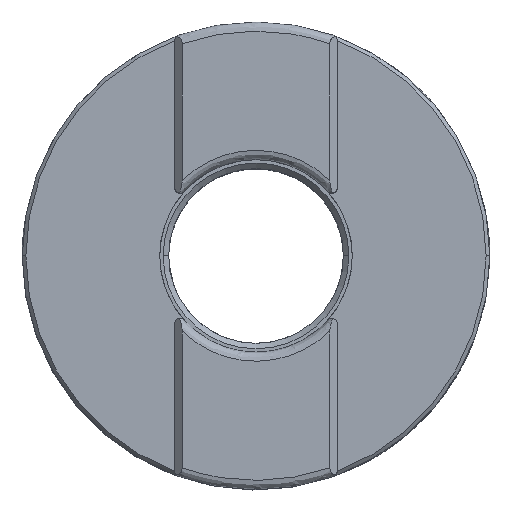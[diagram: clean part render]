
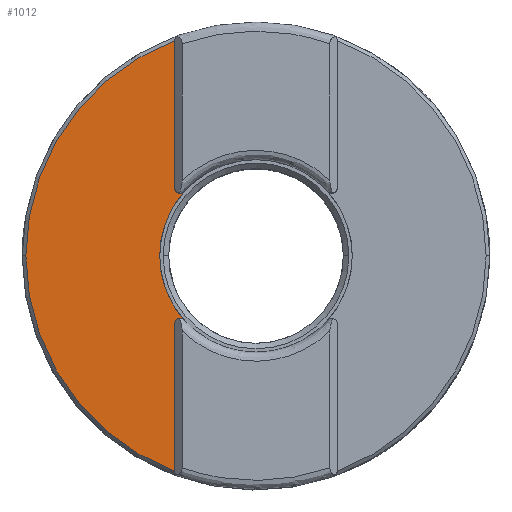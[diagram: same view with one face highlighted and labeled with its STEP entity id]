
A CAD part, top view. The second image highlights one B-rep face of the part: STEP entity #1012.
In plain terms, the highlighted planar face has unit normal (0, 0, 1).
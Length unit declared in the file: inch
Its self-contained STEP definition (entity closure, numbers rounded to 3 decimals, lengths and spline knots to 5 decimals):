
#102 = DIRECTION ( 'NONE',  ( 0., 0., 1. ) ) ;
#117 = CARTESIAN_POINT ( 'NONE',  ( -0.15381, -0.13807, 0.40157 ) ) ;
#188 = VERTEX_POINT ( 'NONE', #966 ) ;
#214 = EDGE_CURVE ( 'NONE', #850, #1996, #2985, .T. ) ;
#218 = CARTESIAN_POINT ( 'NONE',  ( -0.1626, -0.14596, 0.40157 ) ) ;
#253 = DIRECTION ( 'NONE',  ( 1., 0., 0. ) ) ;
#278 = DIRECTION ( 'NONE',  ( -1., 0., 0. ) ) ;
#334 = DIRECTION ( 'NONE',  ( 0., 0., -1. ) ) ;
#351 = ORIENTED_EDGE ( 'NONE', *, *, #1610, .T. ) ;
#403 = CARTESIAN_POINT ( 'NONE',  ( -0.1626, 0.14596, 0.40157 ) ) ;
#421 = DIRECTION ( 'NONE',  ( 1., 0., 0. ) ) ;
#449 = VERTEX_POINT ( 'NONE', #2496 ) ;
#494 = LINE ( 'NONE', #2328, #3038 ) ;
#521 = DIRECTION ( 'NONE',  ( 0., 0., 1. ) ) ;
#547 = CARTESIAN_POINT ( 'NONE',  ( 0., 0., 0.40157 ) ) ;
#583 = CIRCLE ( 'NONE', #2129, 0.49409 ) ;
#609 = DIRECTION ( 'NONE',  ( 1., 0., 0. ) ) ;
#644 = DIRECTION ( 'NONE',  ( 0., 0., -1. ) ) ;
#676 = ORIENTED_EDGE ( 'NONE', *, *, #2459, .F. ) ;
#694 = CARTESIAN_POINT ( 'NONE',  ( 0., 0., 0.40157 ) ) ;
#743 = CARTESIAN_POINT ( 'NONE',  ( -0.49409, 0., 0.40157 ) ) ;
#744 = DIRECTION ( 'NONE',  ( 0., 1., 0. ) ) ;
#755 = VERTEX_POINT ( 'NONE', #743 ) ;
#756 = AXIS2_PLACEMENT_3D ( 'NONE', #694, #1570, #1857 ) ;
#782 = ORIENTED_EDGE ( 'NONE', *, *, #2294, .F. ) ;
#786 = CARTESIAN_POINT ( 'NONE',  ( -0.17441, -0.46229, 0.40157 ) ) ;
#850 = VERTEX_POINT ( 'NONE', #2200 ) ;
#883 = CARTESIAN_POINT ( 'NONE',  ( -0.17441, 0., 0.40157 ) ) ;
#915 = PLANE ( 'NONE',  #3208 ) ;
#925 = CIRCLE ( 'NONE', #756, 0.49409 ) ;
#966 = CARTESIAN_POINT ( 'NONE',  ( -0.17441, 0.46229, 0.40157 ) ) ;
#1012 = ADVANCED_FACE ( 'NONE', ( #3371 ), #915, .T. ) ;
#1113 = ORIENTED_EDGE ( 'NONE', *, *, #214, .T. ) ;
#1131 = CARTESIAN_POINT ( 'NONE',  ( -0.17441, 0.14596, 0.40157 ) ) ;
#1166 = CIRCLE ( 'NONE', #1962, 0.01181 ) ;
#1170 = CARTESIAN_POINT ( 'NONE',  ( 0., 0., 0.40157 ) ) ;
#1200 = VERTEX_POINT ( 'NONE', #1131 ) ;
#1371 = CIRCLE ( 'NONE', #1538, 0.20669 ) ;
#1486 = DIRECTION ( 'NONE',  ( 1., 0., 0. ) ) ;
#1538 = AXIS2_PLACEMENT_3D ( 'NONE', #2479, #334, #2464 ) ;
#1553 = AXIS2_PLACEMENT_3D ( 'NONE', #218, #521, #253 ) ;
#1570 = DIRECTION ( 'NONE',  ( 0., 0., -1. ) ) ;
#1610 = EDGE_CURVE ( 'NONE', #2145, #850, #1371, .T. ) ;
#1661 = DIRECTION ( 'NONE',  ( 0., 0., -1. ) ) ;
#1671 = CIRCLE ( 'NONE', #1553, 0.01181 ) ;
#1817 = EDGE_CURVE ( 'NONE', #1200, #188, #2246, .T. ) ;
#1857 = DIRECTION ( 'NONE',  ( -1., 0., 0. ) ) ;
#1867 = CARTESIAN_POINT ( 'NONE',  ( -0.15381, 0.13807, 0.40157 ) ) ;
#1960 = ORIENTED_EDGE ( 'NONE', *, *, #1817, .T. ) ;
#1962 = AXIS2_PLACEMENT_3D ( 'NONE', #403, #2597, #421 ) ;
#1996 = VERTEX_POINT ( 'NONE', #1867 ) ;
#2035 = EDGE_CURVE ( 'NONE', #2145, #449, #1671, .T. ) ;
#2129 = AXIS2_PLACEMENT_3D ( 'NONE', #547, #1661, #278 ) ;
#2145 = VERTEX_POINT ( 'NONE', #117 ) ;
#2200 = CARTESIAN_POINT ( 'NONE',  ( -0.20669, 0., 0.40157 ) ) ;
#2246 = LINE ( 'NONE', #883, #2803 ) ;
#2270 = EDGE_CURVE ( 'NONE', #2407, #449, #494, .T. ) ;
#2294 = EDGE_CURVE ( 'NONE', #755, #188, #925, .T. ) ;
#2328 = CARTESIAN_POINT ( 'NONE',  ( -0.17441, 0., 0.40157 ) ) ;
#2407 = VERTEX_POINT ( 'NONE', #786 ) ;
#2459 = EDGE_CURVE ( 'NONE', #2407, #755, #583, .T. ) ;
#2464 = DIRECTION ( 'NONE',  ( 1., 0., 0. ) ) ;
#2479 = CARTESIAN_POINT ( 'NONE',  ( 0., 0., 0.40157 ) ) ;
#2496 = CARTESIAN_POINT ( 'NONE',  ( -0.17441, -0.14596, 0.40157 ) ) ;
#2597 = DIRECTION ( 'NONE',  ( 0., 0., 1. ) ) ;
#2635 = EDGE_CURVE ( 'NONE', #1200, #1996, #1166, .T. ) ;
#2638 = AXIS2_PLACEMENT_3D ( 'NONE', #1170, #644, #609 ) ;
#2769 = ORIENTED_EDGE ( 'NONE', *, *, #2635, .F. ) ;
#2803 = VECTOR ( 'NONE', #3068, 39.37008 ) ;
#2985 = CIRCLE ( 'NONE', #2638, 0.20669 ) ;
#3016 = ORIENTED_EDGE ( 'NONE', *, *, #2035, .F. ) ;
#3038 = VECTOR ( 'NONE', #744, 39.37008 ) ;
#3068 = DIRECTION ( 'NONE',  ( 0., 1., 0. ) ) ;
#3098 = CARTESIAN_POINT ( 'NONE',  ( 0., 0., 0.40157 ) ) ;
#3104 = EDGE_LOOP ( 'NONE', ( #676, #3375, #3016, #351, #1113, #2769, #1960, #782 ) ) ;
#3208 = AXIS2_PLACEMENT_3D ( 'NONE', #3098, #102, #1486 ) ;
#3371 = FACE_OUTER_BOUND ( 'NONE', #3104, .T. ) ;
#3375 = ORIENTED_EDGE ( 'NONE', *, *, #2270, .T. ) ;
